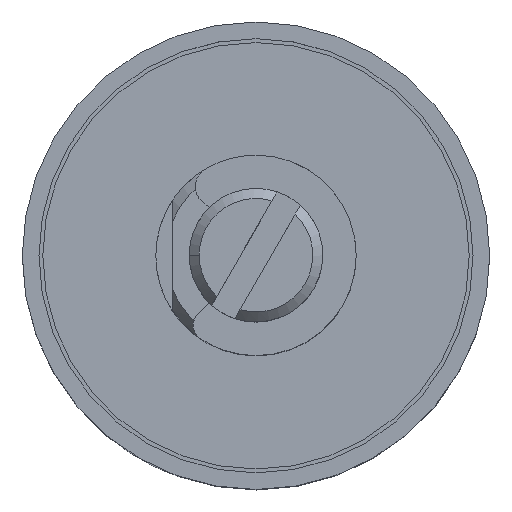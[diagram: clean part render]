
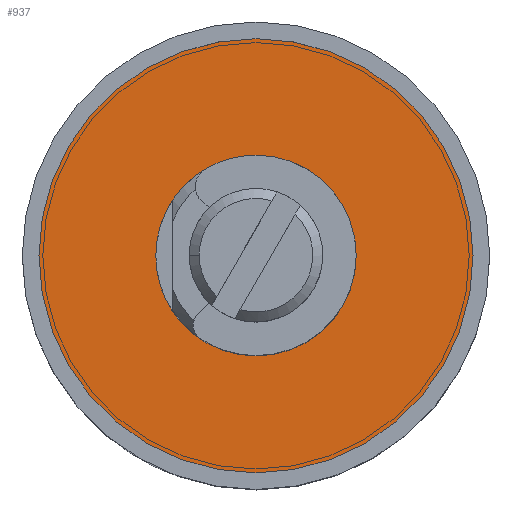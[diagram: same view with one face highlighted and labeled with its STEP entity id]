
A CAD part, top view. The second image highlights one B-rep face of the part: STEP entity #937.
In plain terms, the highlighted planar face has unit normal (0, 0, 1).
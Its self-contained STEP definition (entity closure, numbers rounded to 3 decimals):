
#509 = AXIS2_PLACEMENT_3D ( 'NONE', #4954, #1780, #9793 ) ;
#937 = ADVANCED_FACE ( 'NONE', ( #8169, #7679 ), #1449, .T. ) ;
#1001 = CIRCLE ( 'NONE', #2995, 6.5 ) ;
#1230 = DIRECTION ( 'NONE',  ( 1., 0., 0. ) ) ;
#1257 = EDGE_LOOP ( 'NONE', ( #2354, #7584 ) ) ;
#1344 = CIRCLE ( 'NONE', #5616, 6.5 ) ;
#1444 = AXIS2_PLACEMENT_3D ( 'NONE', #2062, #5236, #7751 ) ;
#1445 = EDGE_CURVE ( 'NONE', #2485, #3577, #1344, .T. ) ;
#1449 = PLANE ( 'NONE',  #5682 ) ;
#1730 = CIRCLE ( 'NONE', #509, 3. ) ;
#1780 = DIRECTION ( 'NONE',  ( 0., 0., -1. ) ) ;
#1810 = CIRCLE ( 'NONE', #1444, 3. ) ;
#1998 = CARTESIAN_POINT ( 'NONE',  ( 3., 0., 0.5 ) ) ;
#2062 = CARTESIAN_POINT ( 'NONE',  ( 0., 0., 0.5 ) ) ;
#2354 = ORIENTED_EDGE ( 'NONE', *, *, #5678, .T. ) ;
#2485 = VERTEX_POINT ( 'NONE', #5545 ) ;
#2587 = VERTEX_POINT ( 'NONE', #7399 ) ;
#2600 = CARTESIAN_POINT ( 'NONE',  ( 6.5, 0., 0.5 ) ) ;
#2976 = DIRECTION ( 'NONE',  ( 0., 0., 1. ) ) ;
#2995 = AXIS2_PLACEMENT_3D ( 'NONE', #5239, #2976, #6146 ) ;
#3031 = VERTEX_POINT ( 'NONE', #1998 ) ;
#3149 = ORIENTED_EDGE ( 'NONE', *, *, #7561, .T. ) ;
#3577 = VERTEX_POINT ( 'NONE', #2600 ) ;
#4355 = DIRECTION ( 'NONE',  ( 0., 0., 1. ) ) ;
#4954 = CARTESIAN_POINT ( 'NONE',  ( 0., 0., 0.5 ) ) ;
#5032 = EDGE_LOOP ( 'NONE', ( #8245, #3149 ) ) ;
#5236 = DIRECTION ( 'NONE',  ( 0., 0., -1. ) ) ;
#5239 = CARTESIAN_POINT ( 'NONE',  ( 0., 0., 0.5 ) ) ;
#5545 = CARTESIAN_POINT ( 'NONE',  ( -6.5, 0., 0.5 ) ) ;
#5616 = AXIS2_PLACEMENT_3D ( 'NONE', #7645, #4355, #1230 ) ;
#5678 = EDGE_CURVE ( 'NONE', #3577, #2485, #1001, .T. ) ;
#5682 = AXIS2_PLACEMENT_3D ( 'NONE', #9323, #6923, #6997 ) ;
#6146 = DIRECTION ( 'NONE',  ( 1., 0., 0. ) ) ;
#6426 = EDGE_CURVE ( 'NONE', #2587, #3031, #1730, .T. ) ;
#6923 = DIRECTION ( 'NONE',  ( 0., 0., 1. ) ) ;
#6997 = DIRECTION ( 'NONE',  ( 1., 0., 0. ) ) ;
#7399 = CARTESIAN_POINT ( 'NONE',  ( -3., 0., 0.5 ) ) ;
#7561 = EDGE_CURVE ( 'NONE', #3031, #2587, #1810, .T. ) ;
#7584 = ORIENTED_EDGE ( 'NONE', *, *, #1445, .T. ) ;
#7645 = CARTESIAN_POINT ( 'NONE',  ( 0., 0., 0.5 ) ) ;
#7679 = FACE_OUTER_BOUND ( 'NONE', #1257, .T. ) ;
#7751 = DIRECTION ( 'NONE',  ( -1., 0., 0. ) ) ;
#8169 = FACE_BOUND ( 'NONE', #5032, .T. ) ;
#8245 = ORIENTED_EDGE ( 'NONE', *, *, #6426, .T. ) ;
#9323 = CARTESIAN_POINT ( 'NONE',  ( 3., 0., 0.5 ) ) ;
#9793 = DIRECTION ( 'NONE',  ( -1., 0., 0. ) ) ;
